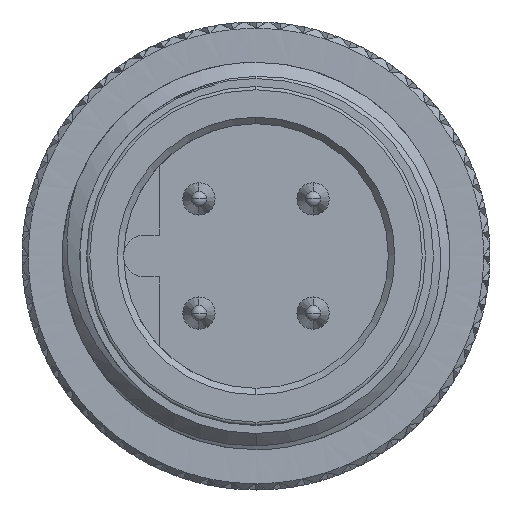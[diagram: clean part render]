
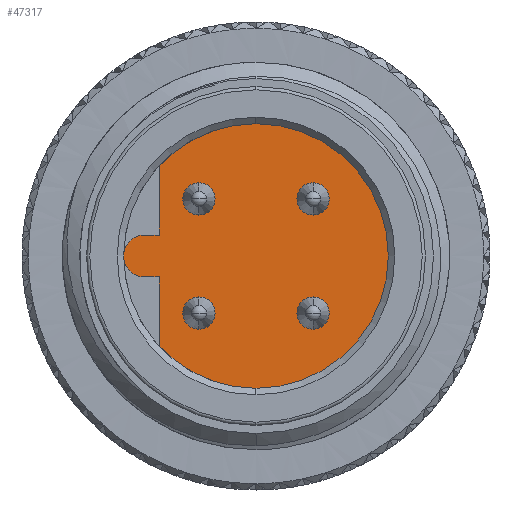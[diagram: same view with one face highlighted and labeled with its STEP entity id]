
A CAD part, left-side view. The second image highlights one B-rep face of the part: STEP entity #47317.
In plain terms, the highlighted planar face has unit normal (-1, 0, 0).
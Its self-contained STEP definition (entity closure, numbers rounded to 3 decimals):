
#142 = VERTEX_POINT ( 'NONE', #32949 ) ;
#191 = FACE_BOUND ( 'NONE', #72754, .T. ) ;
#266 = CIRCLE ( 'NONE', #97609, 0.5 ) ;
#355 = VECTOR ( 'NONE', #19458, 1000. ) ;
#1384 = CARTESIAN_POINT ( 'NONE',  ( 0., 1.768, 1.268 ) ) ;
#1584 = EDGE_CURVE ( 'NONE', #142, #29179, #27470, .T. ) ;
#2077 = CARTESIAN_POINT ( 'NONE',  ( 0., 0., 0. ) ) ;
#2148 = ORIENTED_EDGE ( 'NONE', *, *, #59456, .T. ) ;
#3256 = CARTESIAN_POINT ( 'NONE',  ( 0., 3.45, -0.65 ) ) ;
#3585 = DIRECTION ( 'NONE',  ( 0., 0., -1. ) ) ;
#3793 = EDGE_CURVE ( 'NONE', #29179, #59016, #82373, .T. ) ;
#3854 = DIRECTION ( 'NONE',  ( 1., 0., 0. ) ) ;
#3864 = AXIS2_PLACEMENT_3D ( 'NONE', #4332, #53011, #12373 ) ;
#4245 = DIRECTION ( 'NONE',  ( 1., 0., 0. ) ) ;
#4332 = CARTESIAN_POINT ( 'NONE',  ( 0., -1.768, 1.768 ) ) ;
#4715 = DIRECTION ( 'NONE',  ( -1., 0., 0. ) ) ;
#4775 = DIRECTION ( 'NONE',  ( 0., 0., -1. ) ) ;
#5310 = CARTESIAN_POINT ( 'NONE',  ( 0., 3.45, 0.65 ) ) ;
#5432 = CARTESIAN_POINT ( 'NONE',  ( 0., 1.768, -1.268 ) ) ;
#5988 = DIRECTION ( 'NONE',  ( 0., 0., 1. ) ) ;
#6260 = VERTEX_POINT ( 'NONE', #1384 ) ;
#6909 = AXIS2_PLACEMENT_3D ( 'NONE', #78205, #3854, #11885 ) ;
#7679 = DIRECTION ( 'NONE',  ( 0., 0., -1. ) ) ;
#8963 = EDGE_CURVE ( 'NONE', #6260, #93680, #56850, .T. ) ;
#10021 = AXIS2_PLACEMENT_3D ( 'NONE', #87956, #56881, #7679 ) ;
#10046 = ORIENTED_EDGE ( 'NONE', *, *, #46655, .T. ) ;
#10357 = CARTESIAN_POINT ( 'NONE',  ( 0., 3., 2.795 ) ) ;
#10418 = CIRCLE ( 'NONE', #56527, 0.5 ) ;
#11885 = DIRECTION ( 'NONE',  ( 0., 0., -1. ) ) ;
#12373 = DIRECTION ( 'NONE',  ( 0., 0., -1. ) ) ;
#12754 = DIRECTION ( 'NONE',  ( 0., 0., 1. ) ) ;
#13066 = EDGE_CURVE ( 'NONE', #34130, #80850, #25987, .T. ) ;
#13259 = EDGE_CURVE ( 'NONE', #85983, #49383, #94367, .T. ) ;
#13561 = ORIENTED_EDGE ( 'NONE', *, *, #50977, .T. ) ;
#13573 = CIRCLE ( 'NONE', #56230, 0.5 ) ;
#13713 = EDGE_CURVE ( 'NONE', #18720, #33325, #70460, .T. ) ;
#13870 = AXIS2_PLACEMENT_3D ( 'NONE', #98304, #44240, #3585 ) ;
#13905 = EDGE_LOOP ( 'NONE', ( #2148, #15963 ) ) ;
#14035 = CARTESIAN_POINT ( 'NONE',  ( 0., 3., -2.795 ) ) ;
#15439 = DIRECTION ( 'NONE',  ( 0., 0., -1. ) ) ;
#15498 = ORIENTED_EDGE ( 'NONE', *, *, #41540, .T. ) ;
#15722 = PLANE ( 'NONE',  #10021 ) ;
#15956 = EDGE_CURVE ( 'NONE', #52842, #34130, #96178, .T. ) ;
#15963 = ORIENTED_EDGE ( 'NONE', *, *, #8963, .T. ) ;
#17130 = ORIENTED_EDGE ( 'NONE', *, *, #13259, .T. ) ;
#17565 = CARTESIAN_POINT ( 'NONE',  ( 0., 0., -4.1 ) ) ;
#18720 = VERTEX_POINT ( 'NONE', #86893 ) ;
#19458 = DIRECTION ( 'NONE',  ( 0., 1., 0. ) ) ;
#19873 = ORIENTED_EDGE ( 'NONE', *, *, #13713, .T. ) ;
#22185 = AXIS2_PLACEMENT_3D ( 'NONE', #23260, #39831, #78395 ) ;
#23260 = CARTESIAN_POINT ( 'NONE',  ( 0., 0., 0. ) ) ;
#25342 = EDGE_CURVE ( 'NONE', #33014, #142, #94269, .T. ) ;
#25987 = CIRCLE ( 'NONE', #60190, 4.1 ) ;
#27470 = LINE ( 'NONE', #92717, #355 ) ;
#27697 = CARTESIAN_POINT ( 'NONE',  ( 0., 0., 0. ) ) ;
#28600 = DIRECTION ( 'NONE',  ( 0., 0., -1. ) ) ;
#29179 = VERTEX_POINT ( 'NONE', #3256 ) ;
#29318 = CARTESIAN_POINT ( 'NONE',  ( 0., -1.768, -1.768 ) ) ;
#29584 = ORIENTED_EDGE ( 'NONE', *, *, #13066, .T. ) ;
#32949 = CARTESIAN_POINT ( 'NONE',  ( 0., 3., -0.65 ) ) ;
#33014 = VERTEX_POINT ( 'NONE', #88096 ) ;
#33325 = VERTEX_POINT ( 'NONE', #43093 ) ;
#34130 = VERTEX_POINT ( 'NONE', #40424 ) ;
#34308 = EDGE_CURVE ( 'NONE', #33325, #18720, #10418, .T. ) ;
#34369 = CIRCLE ( 'NONE', #13870, 0.5 ) ;
#36234 = AXIS2_PLACEMENT_3D ( 'NONE', #71499, #88601, #97133 ) ;
#36834 = EDGE_CURVE ( 'NONE', #90104, #65986, #266, .T. ) ;
#36914 = CARTESIAN_POINT ( 'NONE',  ( 0., 1.768, -1.768 ) ) ;
#38984 = LINE ( 'NONE', #5310, #59644 ) ;
#39684 = AXIS2_PLACEMENT_3D ( 'NONE', #29318, #61944, #94583 ) ;
#39831 = DIRECTION ( 'NONE',  ( -1., 0., 0. ) ) ;
#40424 = CARTESIAN_POINT ( 'NONE',  ( 0., 0., 4.1 ) ) ;
#41496 = AXIS2_PLACEMENT_3D ( 'NONE', #27697, #100439, #83369 ) ;
#41540 = EDGE_CURVE ( 'NONE', #80850, #104195, #43523, .T. ) ;
#42224 = CARTESIAN_POINT ( 'NONE',  ( 0., -1.768, -2.268 ) ) ;
#43093 = CARTESIAN_POINT ( 'NONE',  ( 0., -1.768, 1.268 ) ) ;
#43523 = LINE ( 'NONE', #10357, #58506 ) ;
#44240 = DIRECTION ( 'NONE',  ( 1., 0., 0. ) ) ;
#46655 = EDGE_CURVE ( 'NONE', #65986, #90104, #99125, .T. ) ;
#47317 = ADVANCED_FACE ( 'NONE', ( #77293, #79911, #89525, #191, #96486 ), #15722, .F. ) ;
#49383 = VERTEX_POINT ( 'NONE', #42224 ) ;
#50977 = EDGE_CURVE ( 'NONE', #104195, #59016, #38984, .T. ) ;
#51068 = EDGE_CURVE ( 'NONE', #49383, #85983, #13573, .T. ) ;
#52842 = VERTEX_POINT ( 'NONE', #17565 ) ;
#53011 = DIRECTION ( 'NONE',  ( 1., 0., 0. ) ) ;
#54473 = EDGE_CURVE ( 'NONE', #33014, #52842, #59712, .T. ) ;
#55078 = DIRECTION ( 'NONE',  ( 1., 0., 0. ) ) ;
#56078 = DIRECTION ( 'NONE',  ( 1., 0., 0. ) ) ;
#56230 = AXIS2_PLACEMENT_3D ( 'NONE', #65685, #56078, #15439 ) ;
#56527 = AXIS2_PLACEMENT_3D ( 'NONE', #84785, #101865, #28600 ) ;
#56850 = CIRCLE ( 'NONE', #80757, 0.5 ) ;
#56881 = DIRECTION ( 'NONE',  ( 1., 0., 0. ) ) ;
#57137 = ORIENTED_EDGE ( 'NONE', *, *, #15956, .T. ) ;
#58506 = VECTOR ( 'NONE', #92188, 1000. ) ;
#58903 = VECTOR ( 'NONE', #5988, 1000. ) ;
#59016 = VERTEX_POINT ( 'NONE', #103970 ) ;
#59456 = EDGE_CURVE ( 'NONE', #93680, #6260, #34369, .T. ) ;
#59644 = VECTOR ( 'NONE', #63599, 1000. ) ;
#59712 = CIRCLE ( 'NONE', #22185, 4.1 ) ;
#60190 = AXIS2_PLACEMENT_3D ( 'NONE', #2077, #4715, #12754 ) ;
#60391 = CARTESIAN_POINT ( 'NONE',  ( 0., 1.768, 1.768 ) ) ;
#61944 = DIRECTION ( 'NONE',  ( 1., 0., 0. ) ) ;
#63057 = ORIENTED_EDGE ( 'NONE', *, *, #51068, .T. ) ;
#63102 = DIRECTION ( 'NONE',  ( 0., 0., -1. ) ) ;
#63599 = DIRECTION ( 'NONE',  ( 0., 1., 0. ) ) ;
#65685 = CARTESIAN_POINT ( 'NONE',  ( 0., -1.768, -1.768 ) ) ;
#65986 = VERTEX_POINT ( 'NONE', #5432 ) ;
#70460 = CIRCLE ( 'NONE', #3864, 0.5 ) ;
#71499 = CARTESIAN_POINT ( 'NONE',  ( 0., 3.45, 0. ) ) ;
#72754 = EDGE_LOOP ( 'NONE', ( #10046, #76306 ) ) ;
#76306 = ORIENTED_EDGE ( 'NONE', *, *, #36834, .T. ) ;
#76693 = ORIENTED_EDGE ( 'NONE', *, *, #34308, .T. ) ;
#77293 = FACE_BOUND ( 'NONE', #13905, .T. ) ;
#78027 = EDGE_LOOP ( 'NONE', ( #17130, #63057 ) ) ;
#78205 = CARTESIAN_POINT ( 'NONE',  ( 0., 1.768, -1.768 ) ) ;
#78298 = CARTESIAN_POINT ( 'NONE',  ( 0., 3., 0.65 ) ) ;
#78395 = DIRECTION ( 'NONE',  ( 0., 0., 1. ) ) ;
#78425 = CARTESIAN_POINT ( 'NONE',  ( 0., -1.768, -1.268 ) ) ;
#78917 = ORIENTED_EDGE ( 'NONE', *, *, #1584, .F. ) ;
#79911 = FACE_BOUND ( 'NONE', #102017, .T. ) ;
#80757 = AXIS2_PLACEMENT_3D ( 'NONE', #60391, #4245, #4775 ) ;
#80850 = VERTEX_POINT ( 'NONE', #81877 ) ;
#81877 = CARTESIAN_POINT ( 'NONE',  ( 0., 3., 2.795 ) ) ;
#82373 = CIRCLE ( 'NONE', #36234, 0.65 ) ;
#83369 = DIRECTION ( 'NONE',  ( 0., 0., 1. ) ) ;
#84251 = CARTESIAN_POINT ( 'NONE',  ( 0., 1.768, -2.268 ) ) ;
#84730 = EDGE_LOOP ( 'NONE', ( #85767, #57137, #29584, #15498, #13561, #95830, #78917, #104724 ) ) ;
#84785 = CARTESIAN_POINT ( 'NONE',  ( 0., -1.768, 1.768 ) ) ;
#85767 = ORIENTED_EDGE ( 'NONE', *, *, #54473, .T. ) ;
#85983 = VERTEX_POINT ( 'NONE', #78425 ) ;
#86893 = CARTESIAN_POINT ( 'NONE',  ( 0., -1.768, 2.268 ) ) ;
#87956 = CARTESIAN_POINT ( 'NONE',  ( 0., 4.1, 0. ) ) ;
#88096 = CARTESIAN_POINT ( 'NONE',  ( 0., 3., -2.795 ) ) ;
#88601 = DIRECTION ( 'NONE',  ( 1., 0., 0. ) ) ;
#89525 = FACE_BOUND ( 'NONE', #78027, .T. ) ;
#90104 = VERTEX_POINT ( 'NONE', #84251 ) ;
#90418 = CARTESIAN_POINT ( 'NONE',  ( 0., 1.768, 2.268 ) ) ;
#92188 = DIRECTION ( 'NONE',  ( 0., 0., -1. ) ) ;
#92717 = CARTESIAN_POINT ( 'NONE',  ( 0., 3.45, -0.65 ) ) ;
#93680 = VERTEX_POINT ( 'NONE', #90418 ) ;
#94269 = LINE ( 'NONE', #14035, #58903 ) ;
#94367 = CIRCLE ( 'NONE', #39684, 0.5 ) ;
#94583 = DIRECTION ( 'NONE',  ( 0., 0., -1. ) ) ;
#95830 = ORIENTED_EDGE ( 'NONE', *, *, #3793, .F. ) ;
#96178 = CIRCLE ( 'NONE', #41496, 4.1 ) ;
#96486 = FACE_OUTER_BOUND ( 'NONE', #84730, .T. ) ;
#97133 = DIRECTION ( 'NONE',  ( 0., 0., 1. ) ) ;
#97609 = AXIS2_PLACEMENT_3D ( 'NONE', #36914, #55078, #63102 ) ;
#98304 = CARTESIAN_POINT ( 'NONE',  ( 0., 1.768, 1.768 ) ) ;
#99125 = CIRCLE ( 'NONE', #6909, 0.5 ) ;
#100439 = DIRECTION ( 'NONE',  ( -1., 0., 0. ) ) ;
#101865 = DIRECTION ( 'NONE',  ( 1., 0., 0. ) ) ;
#102017 = EDGE_LOOP ( 'NONE', ( #19873, #76693 ) ) ;
#103970 = CARTESIAN_POINT ( 'NONE',  ( 0., 3.45, 0.65 ) ) ;
#104195 = VERTEX_POINT ( 'NONE', #78298 ) ;
#104724 = ORIENTED_EDGE ( 'NONE', *, *, #25342, .F. ) ;
